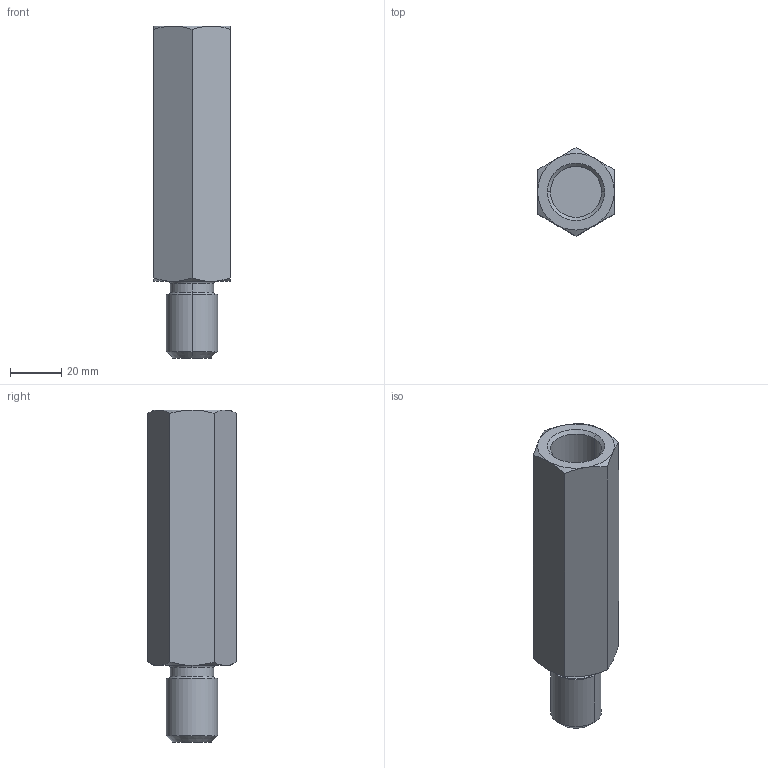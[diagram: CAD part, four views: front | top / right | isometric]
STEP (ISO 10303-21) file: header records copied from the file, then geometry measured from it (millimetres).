
FILE_DESCRIPTION (( 'STEP AP203' ), '1' );
FILE_NAME ('bj610-20100.STEP', '2021-10-24T23:57:07', ( '' ), ( '' ), 'SwSTEP 2.0', 'SolidWorks 2020', '' );
FILE_SCHEMA (( 'CONFIG_CONTROL_DESIGN' ));
Length unit declared in the file: millimetre
Products named in the file (1): bj610-20100
Bounding box: 30 x 34.64 x 130 mm (x, y, z)
Volume: 74090.1 mm3; surface area: 16223.3 mm2
Topology: 1 solids, 1 shells, 37 faces, 78 edges, 46 vertices
Faces by surface type: cone 16, plane 11, cylinder 6, torus 4
Entity records: 1159 total; most frequent: CARTESIAN_POINT 306, DIRECTION 168, ORIENTED_EDGE 156, EDGE_CURVE 78, AXIS2_PLACEMENT_3D 76, VERTEX_POINT 46, EDGE_LOOP 40, CIRCLE 38
